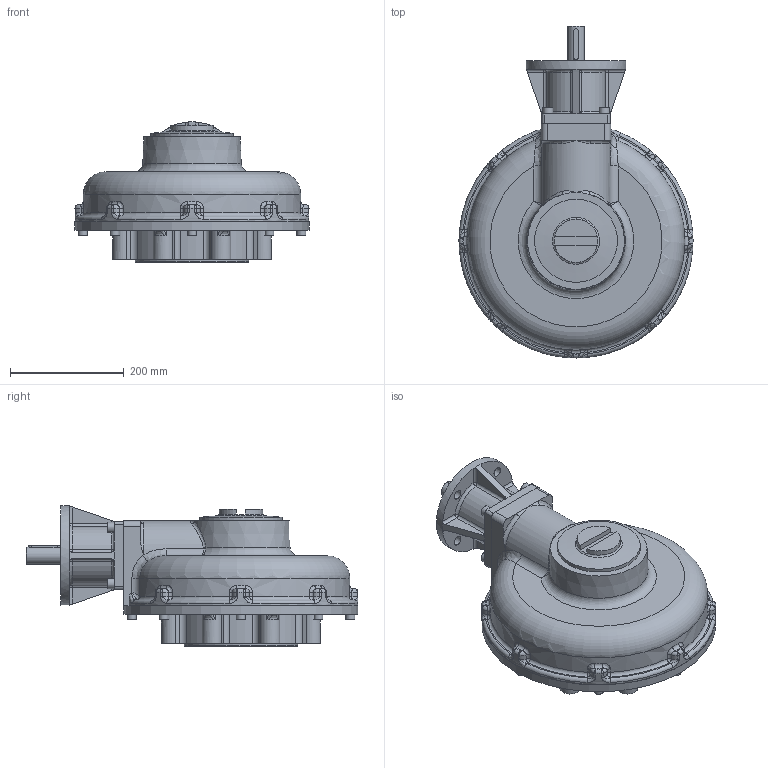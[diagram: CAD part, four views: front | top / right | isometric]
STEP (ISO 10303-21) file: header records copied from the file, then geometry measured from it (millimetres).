
FILE_DESCRIPTION(/* description */ ('Unknown'),/* implementation_level */ '2;1');
FILE_NAME(/* name */ 'PUBIB10-F14-F25_simplified',/* time_stamp */ '2015-12-10T08:46:26+00:00',/* author */ ('Unknown'),/* organization */ ('Unknown'),/* preprocessor_version */ 'ST-DEVELOPER v16',/* originating_system */ 'DEX',/* authorisation */ $);
FILE_SCHEMA (('AUTOMOTIVE_DESIGN {1 0 10303 214 3 1 1}'));
Length unit declared in the file: millimetre
Products named in the file (1): PUBIB10-F14-F25_simplified
Bounding box: 412 x 584.23 x 246.91 mm (x, y, z)
Surface area: 779114.2 mm2 (no closed solid volume)
Topology: 0 solids, 26 shells, 773 faces, 1978 edges, 1131 vertices
Faces by surface type: cylinder 220, plane 190, torus 140, bspline 132, sphere 60, cone 31
Full cylindrical faces by diameter (mm): 6.647 x1, 13.376 x8, 16 x8, 16.5 x4, 18 x4, 30 x1, 50 x1, 100 x1, 110 x1, 146.05 x1, 175 x1, 200 x1, 220 x2, 412 x1
Entity records: 35757 total; most frequent: CARTESIAN_POINT 13991, DIRECTION 3642, ORIENTED_EDGE 3383, EDGE_CURVE 1768, AXIS2_PLACEMENT_3D 1526, VERTEX_POINT 1099, FACE_BOUND 918, EDGE_LOOP 909
